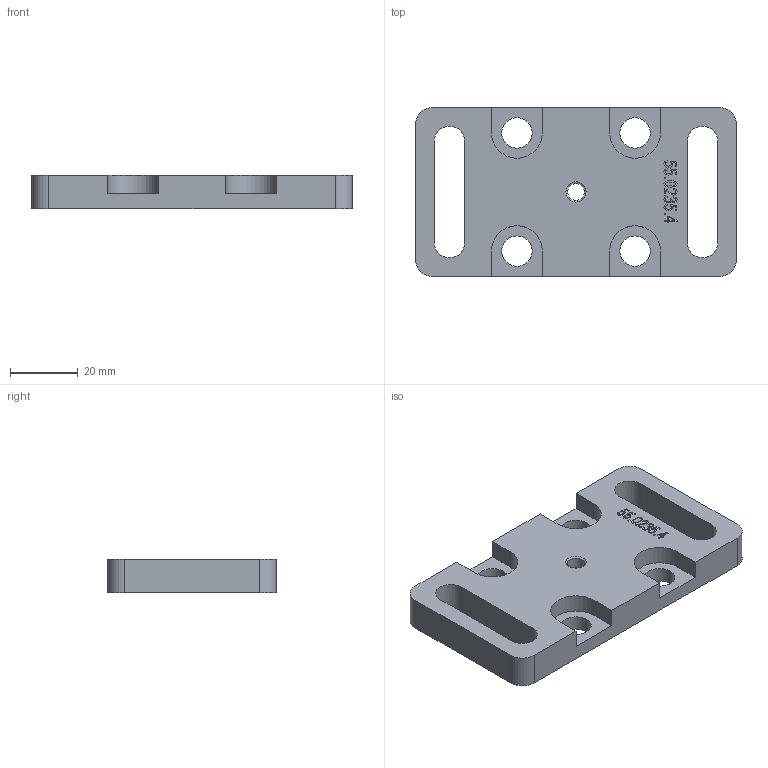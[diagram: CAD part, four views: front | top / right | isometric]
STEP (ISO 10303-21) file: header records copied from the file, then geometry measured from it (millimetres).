
FILE_DESCRIPTION(('Creo Elements/Direct Modeling STEP Export'),'2;1');
FILE_NAME('55.0235.4_Sockelplatte-MMS-55_95x50x10-Langloch.stp','2022-03-21T 8:07:45',(''),(''),'PTC Creo Elements/Direct Modeling STEP processor for AP214 (Solid Model)','PTC Creo Elements/Direct Modeling 19.0C 15-Aug-2015 (C) Parametric Technology GmbH','');
FILE_SCHEMA(('AUTOMOTIVE_DESIGN { 1 0 10303 214 1 1 1 1 }'));
Length unit declared in the file: millimetre
Products named in the file (1): Sockelplatte-MMS-55_95x50x10-Langloch_55.0235.4_PX176217
Bounding box: 95 x 50 x 10 mm (x, y, z)
Volume: 34848.2 mm3; surface area: 13343.7 mm2
Topology: 1 solids, 1 shells, 314 faces, 899 edges, 598 vertices
Faces by surface type: plane 288, cylinder 22, cone 4
Entity records: 10067 total; most frequent: ORIENTED_EDGE 1798, CARTESIAN_POINT 1796, DIRECTION 1547, EDGE_CURVE 899, VECTOR 849, LINE 849, VERTEX_POINT 598, AXIS2_PLACEMENT_3D 349
